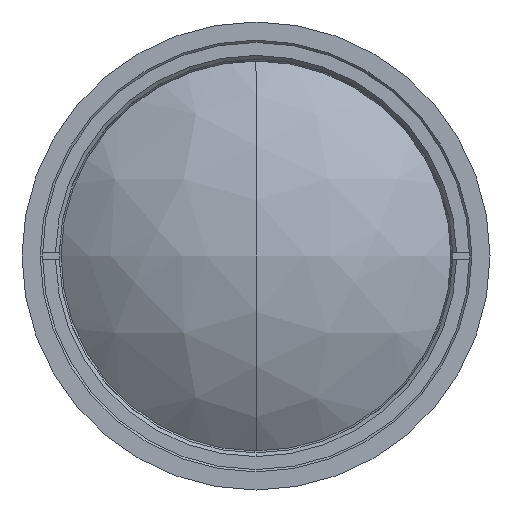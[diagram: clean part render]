
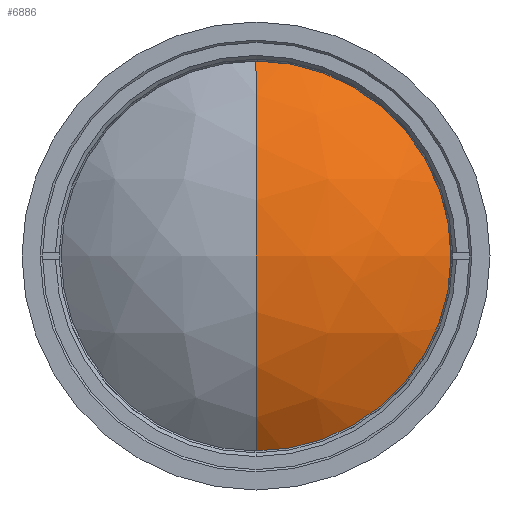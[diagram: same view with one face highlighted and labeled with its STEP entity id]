
A CAD part, left-side view. The second image highlights one B-rep face of the part: STEP entity #6886.
In plain terms, the highlighted free-form (B-spline) face has degree [3, 3] with [4, 4] control points.
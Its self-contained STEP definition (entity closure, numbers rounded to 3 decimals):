
#449 = CARTESIAN_POINT ( 'NONE',  ( -118.243, -21.719, 28.281 ) ) ;
#489 = EDGE_CURVE ( 'NONE', #11492, #1427, #8993, .T. ) ;
#533 = CARTESIAN_POINT ( 'NONE',  ( -140.239, -11.334, 11.132 ) ) ;
#945 = CARTESIAN_POINT ( 'NONE',  ( -126.269, 0., 28. ) ) ;
#1054 = EDGE_LOOP ( 'NONE', ( #16380, #3962 ) ) ;
#1427 = VERTEX_POINT ( 'NONE', #945 ) ;
#3151 = CARTESIAN_POINT ( 'NONE',  ( -140.239, 0., -11.132 ) ) ;
#3499 = DIRECTION ( 'NONE',  ( 0., 0., 1. ) ) ;
#3962 = ORIENTED_EDGE ( 'NONE', *, *, #7379, .T. ) ;
#4474 = FACE_OUTER_BOUND ( 'NONE', #1054, .T. ) ;
#5760 = CARTESIAN_POINT ( 'NONE',  ( -126.038, 0., -28.281 ) ) ;
#5841 = CARTESIAN_POINT ( 'NONE',  ( -140.239, -11.334, -11.132 ) ) ;
#5912 = CARTESIAN_POINT ( 'NONE',  ( -136.41, -22.002, 11.132 ) ) ;
#6153 = AXIS2_PLACEMENT_3D ( 'NONE', #15078, #7051, #3499 ) ;
#6415 = CIRCLE ( 'NONE', #6153, 44.342 ) ;
#6886 = ADVANCED_FACE ( 'NONE', ( #4474 ), #10504, .T. ) ;
#7051 = DIRECTION ( 'NONE',  ( 0., -1., 0. ) ) ;
#7379 = EDGE_CURVE ( 'NONE', #1427, #11492, #6415, .T. ) ;
#8324 = CARTESIAN_POINT ( 'NONE',  ( -126.038, -8.006, 28.281 ) ) ;
#8496 = CARTESIAN_POINT ( 'NONE',  ( -123.334, -15.541, 28.281 ) ) ;
#8973 = DIRECTION ( 'NONE',  ( 0., 0., -1. ) ) ;
#8993 = CIRCLE ( 'NONE', #12328, 28. ) ;
#9881 = CARTESIAN_POINT ( 'NONE',  ( -118.243, -21.719, -28.281 ) ) ;
#10504 =( BOUNDED_SURFACE ( )  B_SPLINE_SURFACE ( 3, 3, ( 
 ( #12310, #8324, #8496, #449 ),
 ( #12395, #533, #5912, #14819 ),
 ( #3151, #5841, #12545, #11177 ),
 ( #5760, #15074, #14910, #9881 ) ),
 .UNSPECIFIED., .F., .F., .F. ) 
 B_SPLINE_SURFACE_WITH_KNOTS ( ( 4, 4 ),
 ( 4, 4 ),
 ( 0., 1. ),
 ( 0., 1. ),
 .UNSPECIFIED. ) 
 GEOMETRIC_REPRESENTATION_ITEM ( )  RATIONAL_B_SPLINE_SURFACE ( (
 ( 1., 0.961, 0.961, 1.),
 ( 0.847, 0.814, 0.814, 0.847),
 ( 0.847, 0.814, 0.814, 0.847),
 ( 1., 0.961, 0.961, 1.) ) ) 
 REPRESENTATION_ITEM ( '' )  SURFACE ( )  );
#11177 = CARTESIAN_POINT ( 'NONE',  ( -129.202, -30.75, -11.132 ) ) ;
#11297 = CARTESIAN_POINT ( 'NONE',  ( -126.269, 0., -28. ) ) ;
#11492 = VERTEX_POINT ( 'NONE', #11297 ) ;
#11740 = CARTESIAN_POINT ( 'NONE',  ( -126.269, 0., 0. ) ) ;
#12310 = CARTESIAN_POINT ( 'NONE',  ( -126.038, 0., 28.281 ) ) ;
#12328 = AXIS2_PLACEMENT_3D ( 'NONE', #11740, #15960, #8973 ) ;
#12395 = CARTESIAN_POINT ( 'NONE',  ( -140.239, 0., 11.132 ) ) ;
#12545 = CARTESIAN_POINT ( 'NONE',  ( -136.41, -22.002, -11.132 ) ) ;
#14819 = CARTESIAN_POINT ( 'NONE',  ( -129.202, -30.75, 11.132 ) ) ;
#14910 = CARTESIAN_POINT ( 'NONE',  ( -123.334, -15.541, -28.281 ) ) ;
#15074 = CARTESIAN_POINT ( 'NONE',  ( -126.038, -8.006, -28.281 ) ) ;
#15078 = CARTESIAN_POINT ( 'NONE',  ( -91.886, 0., 0. ) ) ;
#15960 = DIRECTION ( 'NONE',  ( -1., 0., 0. ) ) ;
#16380 = ORIENTED_EDGE ( 'NONE', *, *, #489, .T. ) ;
